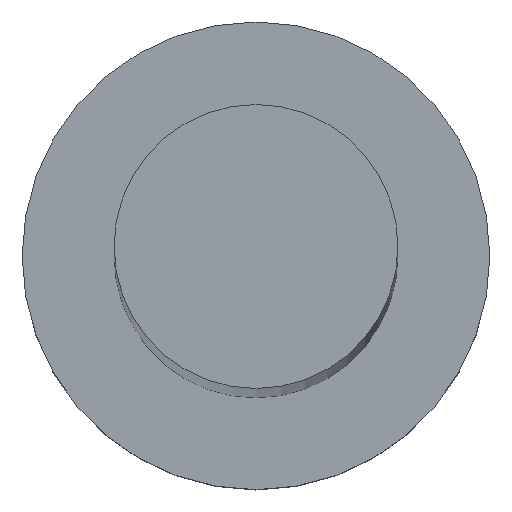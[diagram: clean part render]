
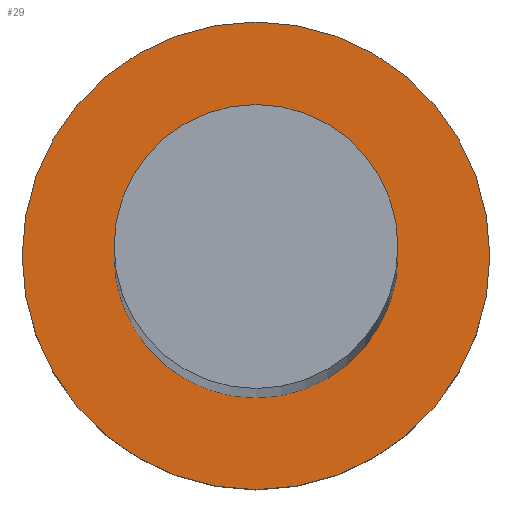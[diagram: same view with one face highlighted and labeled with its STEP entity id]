
A CAD part, top view. The second image highlights one B-rep face of the part: STEP entity #29.
In plain terms, the highlighted planar face has unit normal (0, 0, 1).
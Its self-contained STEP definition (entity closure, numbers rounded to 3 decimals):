
#2 = CARTESIAN_POINT ( 'NONE',  ( 7., 0., 5. ) ) ;
#16 = DIRECTION ( 'NONE',  ( 1., 0., 0. ) ) ;
#22 = ORIENTED_EDGE ( 'NONE', *, *, #43, .T. ) ;
#25 = DIRECTION ( 'NONE',  ( 0., 0., 1. ) ) ;
#29 = ADVANCED_FACE ( 'NONE', ( #36, #52 ), #160, .T. ) ;
#34 = DIRECTION ( 'NONE',  ( 1., 0., 0. ) ) ;
#36 = FACE_BOUND ( 'NONE', #41, .T. ) ;
#41 = EDGE_LOOP ( 'NONE', ( #118, #42 ) ) ;
#42 = ORIENTED_EDGE ( 'NONE', *, *, #64, .F. ) ;
#43 = EDGE_CURVE ( 'NONE', #58, #140, #103, .T. ) ;
#52 = FACE_OUTER_BOUND ( 'NONE', #141, .T. ) ;
#58 = VERTEX_POINT ( 'NONE', #2 ) ;
#60 = AXIS2_PLACEMENT_3D ( 'NONE', #179, #80, #16 ) ;
#64 = EDGE_CURVE ( 'NONE', #158, #134, #142, .T. ) ;
#80 = DIRECTION ( 'NONE',  ( 0., 0., 1. ) ) ;
#81 = ORIENTED_EDGE ( 'NONE', *, *, #205, .T. ) ;
#88 = CARTESIAN_POINT ( 'NONE',  ( 4.25, 0., 5. ) ) ;
#92 = CIRCLE ( 'NONE', #117, 7. ) ;
#99 = CARTESIAN_POINT ( 'NONE',  ( 0., 0., 5. ) ) ;
#101 = EDGE_CURVE ( 'NONE', #134, #158, #172, .T. ) ;
#103 = CIRCLE ( 'NONE', #224, 7. ) ;
#113 = AXIS2_PLACEMENT_3D ( 'NONE', #163, #252, #138 ) ;
#117 = AXIS2_PLACEMENT_3D ( 'NONE', #132, #209, #34 ) ;
#118 = ORIENTED_EDGE ( 'NONE', *, *, #101, .F. ) ;
#132 = CARTESIAN_POINT ( 'NONE',  ( 0., 0., 5. ) ) ;
#134 = VERTEX_POINT ( 'NONE', #231 ) ;
#138 = DIRECTION ( 'NONE',  ( 1., 0., 0. ) ) ;
#140 = VERTEX_POINT ( 'NONE', #149 ) ;
#141 = EDGE_LOOP ( 'NONE', ( #81, #22 ) ) ;
#142 = CIRCLE ( 'NONE', #150, 4.25 ) ;
#149 = CARTESIAN_POINT ( 'NONE',  ( -7., 0., 5. ) ) ;
#150 = AXIS2_PLACEMENT_3D ( 'NONE', #216, #247, #175 ) ;
#158 = VERTEX_POINT ( 'NONE', #88 ) ;
#160 = PLANE ( 'NONE',  #113 ) ;
#163 = CARTESIAN_POINT ( 'NONE',  ( 0., 0., 5. ) ) ;
#172 = CIRCLE ( 'NONE', #60, 4.25 ) ;
#175 = DIRECTION ( 'NONE',  ( 1., 0., 0. ) ) ;
#179 = CARTESIAN_POINT ( 'NONE',  ( 0., 0., 5. ) ) ;
#180 = DIRECTION ( 'NONE',  ( 1., 0., 0. ) ) ;
#205 = EDGE_CURVE ( 'NONE', #140, #58, #92, .T. ) ;
#209 = DIRECTION ( 'NONE',  ( 0., 0., 1. ) ) ;
#216 = CARTESIAN_POINT ( 'NONE',  ( 0., 0., 5. ) ) ;
#224 = AXIS2_PLACEMENT_3D ( 'NONE', #99, #25, #180 ) ;
#231 = CARTESIAN_POINT ( 'NONE',  ( -4.25, 0., 5. ) ) ;
#247 = DIRECTION ( 'NONE',  ( 0., 0., 1. ) ) ;
#252 = DIRECTION ( 'NONE',  ( 0., 0., 1. ) ) ;
